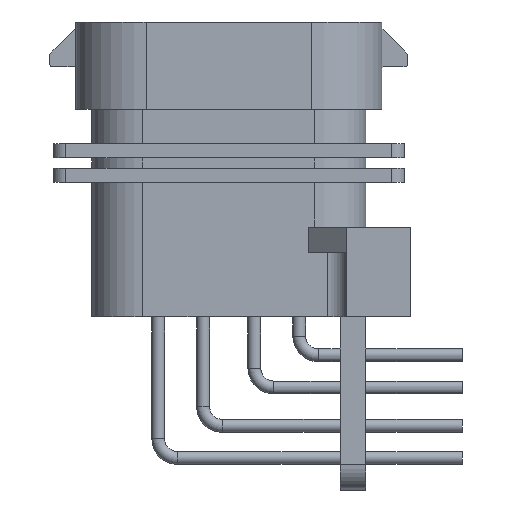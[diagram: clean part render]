
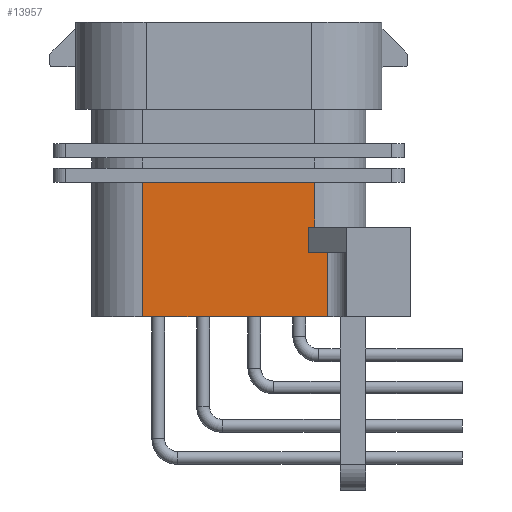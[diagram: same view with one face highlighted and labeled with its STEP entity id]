
A CAD part, left-side view. The second image highlights one B-rep face of the part: STEP entity #13957.
In plain terms, the highlighted planar face has unit normal (-1, 0, 0).
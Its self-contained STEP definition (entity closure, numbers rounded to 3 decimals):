
#1504=DIRECTION('',(0.,-1.,0.));
#1505=VECTOR('',#1504,1.5);
#1506=CARTESIAN_POINT('',(-35.5,-6.2,-18.));
#1507=LINE('',#1506,#1505);
#1508=DIRECTION('',(0.,0.,1.));
#1509=VECTOR('',#1508,5.);
#1510=CARTESIAN_POINT('',(-35.5,-7.7,-23.));
#1511=LINE('',#1510,#1509);
#1512=DIRECTION('',(0.,1.,0.));
#1513=VECTOR('',#1512,14.4);
#1514=CARTESIAN_POINT('',(-35.5,-7.7,-23.));
#1515=LINE('',#1514,#1513);
#1516=DIRECTION('',(0.,0.,-1.));
#1517=VECTOR('',#1516,10.5);
#1518=CARTESIAN_POINT('',(-35.5,6.7,-12.5));
#1519=LINE('',#1518,#1517);
#1520=DIRECTION('',(0.,-1.,0.));
#1521=VECTOR('',#1520,13.4);
#1522=CARTESIAN_POINT('',(-35.5,6.7,-12.5));
#1523=LINE('',#1522,#1521);
#1524=DIRECTION('',(0.,1.,0.));
#1525=VECTOR('',#1524,0.5);
#1526=CARTESIAN_POINT('',(-35.5,-6.7,-16.));
#1527=LINE('',#1526,#1525);
#1528=DIRECTION('',(0.,0.,1.));
#1529=VECTOR('',#1528,2.);
#1530=CARTESIAN_POINT('',(-35.5,-6.2,-18.));
#1531=LINE('',#1530,#1529);
#1551=DIRECTION('',(0.,0.,-1.));
#1552=VECTOR('',#1551,3.5);
#1553=CARTESIAN_POINT('',(-35.5,-6.7,-12.5));
#1554=LINE('',#1553,#1552);
#9784=CARTESIAN_POINT('',(-35.5,6.7,-23.));
#9785=VERTEX_POINT('',#9784);
#9876=CARTESIAN_POINT('',(-35.5,6.7,-12.5));
#9877=VERTEX_POINT('',#9876);
#9880=CARTESIAN_POINT('',(-35.5,-6.7,-12.5));
#9881=VERTEX_POINT('',#9880);
#9890=CARTESIAN_POINT('',(-35.5,-7.7,-23.));
#9891=VERTEX_POINT('',#9890);
#9954=CARTESIAN_POINT('',(-35.5,-6.2,-18.));
#9955=CARTESIAN_POINT('',(-35.5,-7.7,-18.));
#9956=VERTEX_POINT('',#9954);
#9957=VERTEX_POINT('',#9955);
#9958=CARTESIAN_POINT('',(-35.5,-6.2,-16.));
#9959=VERTEX_POINT('',#9958);
#11262=CARTESIAN_POINT('',(-35.5,-6.7,-16.));
#11263=VERTEX_POINT('',#11262);
#13935=CARTESIAN_POINT('',(-35.5,6.7,0.));
#13936=DIRECTION('',(-1.,0.,0.));
#13937=DIRECTION('',(0.,-1.,0.));
#13938=AXIS2_PLACEMENT_3D('',#13935,#13936,#13937);
#13939=PLANE('',#13938);
#13941=ORIENTED_EDGE('',*,*,#13940,.T.);
#13943=ORIENTED_EDGE('',*,*,#13942,.F.);
#13945=ORIENTED_EDGE('',*,*,#13944,.T.);
#13946=ORIENTED_EDGE('',*,*,#13914,.F.);
#13948=ORIENTED_EDGE('',*,*,#13947,.T.);
#13950=ORIENTED_EDGE('',*,*,#13949,.T.);
#13952=ORIENTED_EDGE('',*,*,#13951,.T.);
#13954=ORIENTED_EDGE('',*,*,#13953,.F.);
#13955=EDGE_LOOP('',(#13941,#13943,#13945,#13946,#13948,#13950,#13952,#13954));
#13956=FACE_OUTER_BOUND('',#13955,.F.);
#13957=ADVANCED_FACE('',(#13956),#13939,.T.);
#13914=EDGE_CURVE('',#9877,#9785,#1519,.T.);
#13940=EDGE_CURVE('',#9956,#9957,#1507,.T.);
#13942=EDGE_CURVE('',#9891,#9957,#1511,.T.);
#13944=EDGE_CURVE('',#9891,#9785,#1515,.T.);
#13947=EDGE_CURVE('',#9877,#9881,#1523,.T.);
#13949=EDGE_CURVE('',#9881,#11263,#1554,.T.);
#13951=EDGE_CURVE('',#11263,#9959,#1527,.T.);
#13953=EDGE_CURVE('',#9956,#9959,#1531,.T.);
